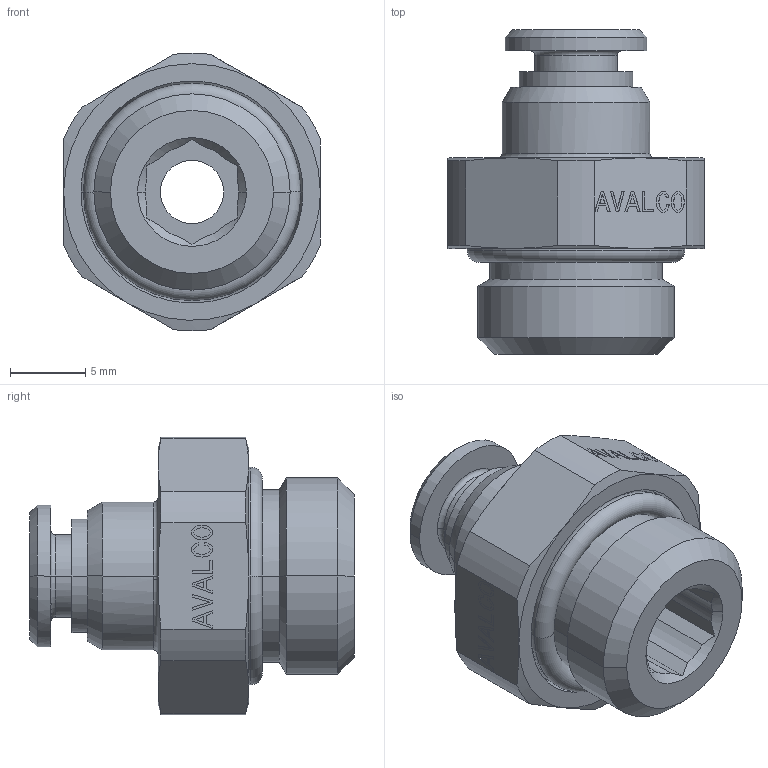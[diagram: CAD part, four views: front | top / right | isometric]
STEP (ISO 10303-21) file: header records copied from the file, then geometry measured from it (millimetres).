
FILE_DESCRIPTION(('CATIA V5 STEP Exchange'),'2;1');
FILE_NAME('PN511B-04G14.stp','2018-04-14T17:46:26+00:00',('none'),('none'),'CATIA Version 5 Release 21 GA (IN-10)','CATIA V5 STEP AP203','none');
FILE_SCHEMA(('CONFIG_CONTROL_DESIGN'));
Length unit declared in the file: millimetre
Products named in the file (1): PN511B-04G14
Bounding box: 17 x 21.5 x 18.38 mm (x, y, z)
Volume: 2150.9 mm3; surface area: 2150.9 mm2
Topology: 2 solids, 2 shells, 447 faces, 1193 edges, 782 vertices
Faces by surface type: plane 369, cylinder 34, cone 32, torus 12
Entity records: 13726 total; most frequent: CARTESIAN_POINT 2940, ORIENTED_EDGE 2386, DIRECTION 1880, EDGE_CURVE 1193, VECTOR 1013, LINE 1013, VERTEX_POINT 782, AXIS2_PLACEMENT_3D 488
